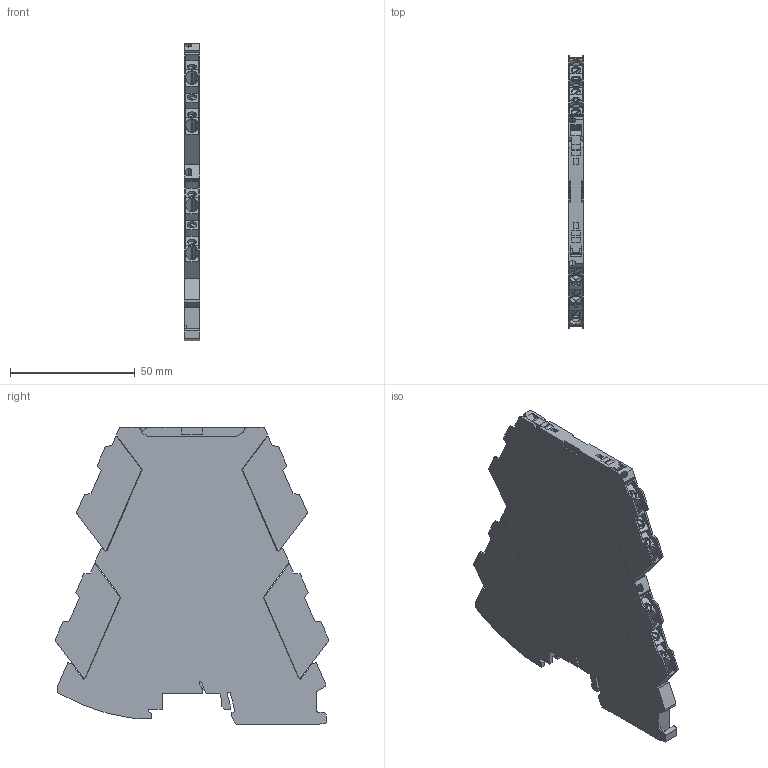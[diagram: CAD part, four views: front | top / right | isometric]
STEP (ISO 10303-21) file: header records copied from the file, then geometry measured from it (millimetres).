
FILE_DESCRIPTION(('Creo Elements/Direct Modeling STEP Export'),'2;1');
FILE_NAME('model.stp','2025-01-22T 9:51:46',(''),(''),'Creo Elements/Direct Modeling STEP processor for AP214 (Solid Model)','Creo Elements/Direct Modeling 20.1D 10-Oct-2020 (C) Parametric Technology GmbH','');
FILE_SCHEMA(('AUTOMOTIVE_DESIGN { 1 0 10303 214 1 1 1 1 }'));
Length unit declared in the file: millimetre
Products named in the file (3): FASTCON_PRO-SET-select.2; MINI_ANALOG_PRO-SOCKEL-select; MINI_ANALOG_PRO-SC-select
Assembly tree (5 placements, depth 2):
  MINI_ANALOG_PRO-SC-select
    FASTCON_PRO-SET-select.2  x4
    MINI_ANALOG_PRO-SOCKEL-select
Bounding box: 6.3 x 109.51 x 119.2 mm (x, y, z)
Volume: 58179.6 mm3; surface area: 35864.8 mm2
Topology: 5 solids, 5 shells, 1290 faces, 3532 edges, 2344 vertices
Faces by surface type: plane 1152, cylinder 125, cone 10, bspline 2, extrusion 1
Entity records: 26788 total; most frequent: CARTESIAN_POINT 5785, ORIENTED_EDGE 4178, DIRECTION 3325, EDGE_CURVE 2089, VECTOR 1783, LINE 1782, VERTEX_POINT 1393, EDGE_LOOP 806
